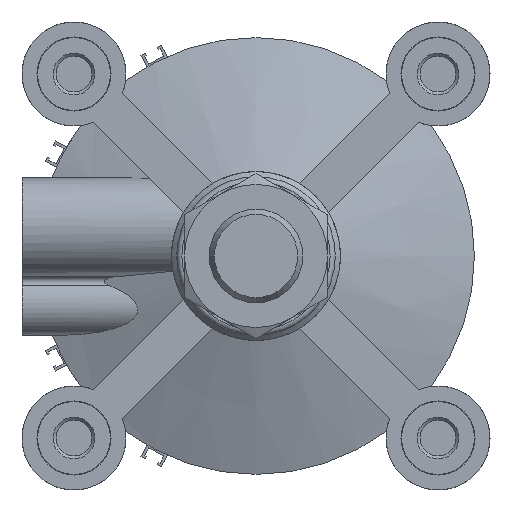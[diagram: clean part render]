
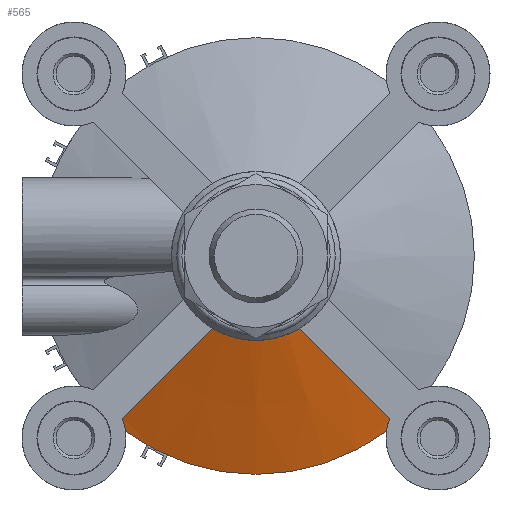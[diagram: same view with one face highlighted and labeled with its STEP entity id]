
A CAD part, left-side view. The second image highlights one B-rep face of the part: STEP entity #565.
In plain terms, the highlighted conical face has half-angle 70 degrees and reference radius 84 mm.
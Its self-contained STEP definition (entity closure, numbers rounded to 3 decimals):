
#565 = ADVANCED_FACE( '', ( #1289 ), #1290, .T. );
#1289 = FACE_OUTER_BOUND( '', #2245, .T. );
#1290 = CONICAL_SURFACE( '', #2246, 84., 1.222 );
#2245 = EDGE_LOOP( '', ( #3721, #3722, #3723, #3724, #3725, #3726 ) );
#2246 = AXIS2_PLACEMENT_3D( '', #3727, #3728, #3729 );
#3721 = ORIENTED_EDGE( '', *, *, #5506, .F. );
#3722 = ORIENTED_EDGE( '', *, *, #5727, .F. );
#3723 = ORIENTED_EDGE( '', *, *, #5446, .F. );
#3724 = ORIENTED_EDGE( '', *, *, #5271, .F. );
#3725 = ORIENTED_EDGE( '', *, *, #5728, .T. );
#3726 = ORIENTED_EDGE( '', *, *, #5729, .F. );
#3727 = CARTESIAN_POINT( '', ( 29., 0., 0. ) );
#3728 = DIRECTION( '', ( -1., 0., 0. ) );
#3729 = DIRECTION( '', ( 0., 0., 1. ) );
#5271 = EDGE_CURVE( '', #6180, #6182, #6183, .T. );
#5446 = EDGE_CURVE( '', #6182, #6502, #6503, .T. );
#5506 = EDGE_CURVE( '', #6600, #6602, #6603, .T. );
#5727 = EDGE_CURVE( '', #6502, #6600, #6961, .T. );
#5728 = EDGE_CURVE( '', #6180, #6962, #6963, .T. );
#5729 = EDGE_CURVE( '', #6602, #6962, #6964, .T. );
#6180 = VERTEX_POINT( '', #7528 );
#6182 = VERTEX_POINT( '', #7531 );
#6183 = B_SPLINE_CURVE_WITH_KNOTS( '', 3, ( #7532, #7533, #7534, #7535 ), .UNSPECIFIED., .F., .F., ( 4, 4 ), ( 0., 0.005 ), .UNSPECIFIED. );
#6502 = VERTEX_POINT( '', #8119 );
#6503 = B_SPLINE_CURVE_WITH_KNOTS( '', 3, ( #8120, #8121, #8122, #8123, #8124, #8125, #8126, #8127 ), .UNSPECIFIED., .F., .F., ( 4, 2, 2, 4 ), ( 0.068, 0.094, 0.107, 0.12 ), .UNSPECIFIED. );
#6600 = VERTEX_POINT( '', #8287 );
#6602 = VERTEX_POINT( '', #8290 );
#6603 = B_SPLINE_CURVE_WITH_KNOTS( '', 3, ( #8291, #8292, #8293, #8294, #8295, #8296, #8297, #8298 ), .UNSPECIFIED., .F., .F., ( 4, 2, 2, 4 ), ( 0.091, 0.103, 0.116, 0.141 ), .UNSPECIFIED. );
#6961 = CIRCLE( '', #8827, 32.5 );
#6962 = VERTEX_POINT( '', #8828 );
#6963 = CIRCLE( '', #8829, 84. );
#6964 = B_SPLINE_CURVE_WITH_KNOTS( '', 3, ( #8830, #8831, #8832, #8833, #8834, #8835 ), .UNSPECIFIED., .F., .F., ( 4, 2, 4 ), ( 0.021, 0.024, 0.026 ), .UNSPECIFIED. );
#7528 = CARTESIAN_POINT( '', ( 29., 50.174, 67.369 ) );
#7531 = CARTESIAN_POINT( '', ( 30.118, 51.483, 62.443 ) );
#7532 = CARTESIAN_POINT( '', ( 29., 50.174, 67.369 ) );
#7533 = CARTESIAN_POINT( '', ( 29.445, 50.398, 65.679 ) );
#7534 = CARTESIAN_POINT( '', ( 29.821, 50.832, 64.037 ) );
#7535 = CARTESIAN_POINT( '', ( 30.118, 51.483, 62.443 ) );
#8119 = CARTESIAN_POINT( '', ( 47.744, 16.838, 27.798 ) );
#8120 = CARTESIAN_POINT( '', ( 30.118, 51.483, 62.443 ) );
#8121 = CARTESIAN_POINT( '', ( 33.074, 45.713, 56.673 ) );
#8122 = CARTESIAN_POINT( '', ( 36.027, 39.943, 50.903 ) );
#8123 = CARTESIAN_POINT( '', ( 40.442, 31.283, 42.244 ) );
#8124 = CARTESIAN_POINT( '', ( 41.911, 28.396, 39.357 ) );
#8125 = CARTESIAN_POINT( '', ( 44.839, 22.62, 33.58 ) );
#8126 = CARTESIAN_POINT( '', ( 46.298, 19.731, 30.691 ) );
#8127 = CARTESIAN_POINT( '', ( 47.744, 16.838, 27.798 ) );
#8287 = CARTESIAN_POINT( '', ( 47.744, -16.838, 27.798 ) );
#8290 = CARTESIAN_POINT( '', ( 30.118, -51.483, 62.443 ) );
#8291 = CARTESIAN_POINT( '', ( 47.744, -16.838, 27.798 ) );
#8292 = CARTESIAN_POINT( '', ( 46.299, -19.73, 30.69 ) );
#8293 = CARTESIAN_POINT( '', ( 44.839, -22.62, 33.58 ) );
#8294 = CARTESIAN_POINT( '', ( 41.912, -28.396, 39.356 ) );
#8295 = CARTESIAN_POINT( '', ( 40.442, -31.283, 42.243 ) );
#8296 = CARTESIAN_POINT( '', ( 36.027, -39.942, 50.903 ) );
#8297 = CARTESIAN_POINT( '', ( 33.074, -45.713, 56.673 ) );
#8298 = CARTESIAN_POINT( '', ( 30.118, -51.483, 62.443 ) );
#8827 = AXIS2_PLACEMENT_3D( '', #10277, #10278, #10279 );
#8828 = CARTESIAN_POINT( '', ( 29., -50.174, 67.369 ) );
#8829 = AXIS2_PLACEMENT_3D( '', #10280, #10281, #10282 );
#8830 = CARTESIAN_POINT( '', ( 30.118, -51.483, 62.443 ) );
#8831 = CARTESIAN_POINT( '', ( 29.97, -51.159, 63.236 ) );
#8832 = CARTESIAN_POINT( '', ( 29.802, -50.889, 64.044 ) );
#8833 = CARTESIAN_POINT( '', ( 29.428, -50.452, 65.687 ) );
#8834 = CARTESIAN_POINT( '', ( 29.222, -50.286, 66.526 ) );
#8835 = CARTESIAN_POINT( '', ( 29., -50.174, 67.369 ) );
#10277 = CARTESIAN_POINT( '', ( 47.744, 0., 0. ) );
#10278 = DIRECTION( '', ( 1., 0., 0. ) );
#10279 = DIRECTION( '', ( 0., 0., -1. ) );
#10280 = CARTESIAN_POINT( '', ( 29., 0., 0. ) );
#10281 = DIRECTION( '', ( 1., 0., 0. ) );
#10282 = DIRECTION( '', ( 0., 0., -1. ) );
